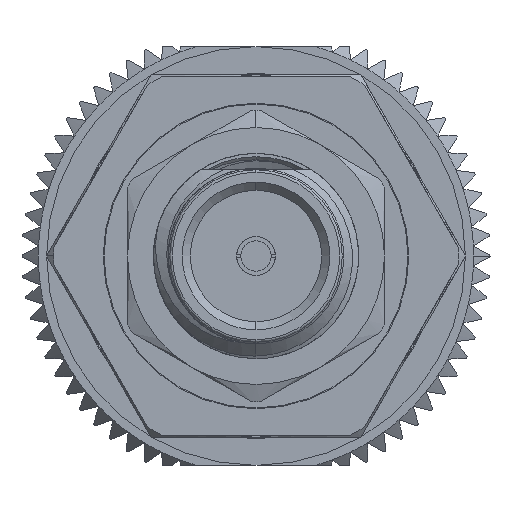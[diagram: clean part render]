
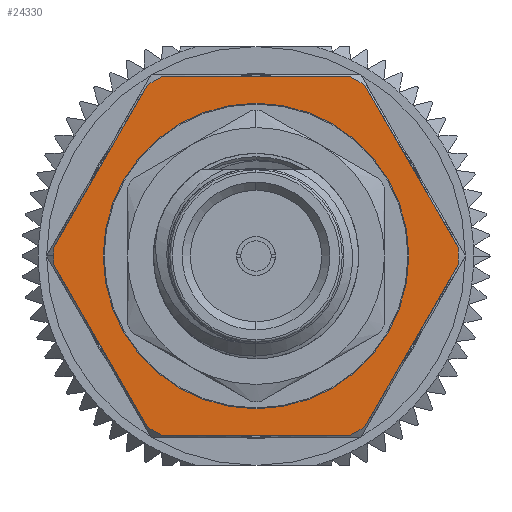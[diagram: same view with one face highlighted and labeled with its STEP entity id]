
A CAD part, left-side view. The second image highlights one B-rep face of the part: STEP entity #24330.
In plain terms, the highlighted face is planar.
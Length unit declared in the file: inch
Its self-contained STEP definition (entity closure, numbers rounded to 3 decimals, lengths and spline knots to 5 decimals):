
#177 = AXIS2_PLACEMENT_3D ( 'NONE', #16952, #25523, #25401 ) ;
#676 = CIRCLE ( 'NONE', #5416, 0.24665 ) ;
#874 = DIRECTION ( 'NONE',  ( -0.866, 0.5, 0. ) ) ;
#1669 = AXIS2_PLACEMENT_3D ( 'NONE', #34374, #8199, #28056 ) ;
#2308 = VERTEX_POINT ( 'NONE', #35387 ) ;
#2435 = EDGE_CURVE ( 'NONE', #21651, #13960, #8817, .T. ) ;
#2768 = CIRCLE ( 'NONE', #17395, 0.186 ) ;
#3053 = CARTESIAN_POINT ( 'NONE',  ( 0., -0.25259, 0. ) ) ;
#3179 = DIRECTION ( 'NONE',  ( 0.866, 0.5, 0. ) ) ;
#3184 = DIRECTION ( 'NONE',  ( 1., 0., 0. ) ) ;
#3625 = VERTEX_POINT ( 'NONE', #19851 ) ;
#3652 = DIRECTION ( 'NONE',  ( 1., 0., 0. ) ) ;
#3824 = LINE ( 'NONE', #7982, #23263 ) ;
#4298 = CARTESIAN_POINT ( 'NONE',  ( -0.20805, -0.13247, 0. ) ) ;
#4931 = CARTESIAN_POINT ( 'NONE',  ( 0., 0., 0. ) ) ;
#5373 = DIRECTION ( 'NONE',  ( 1., 0., 0. ) ) ;
#5416 = AXIS2_PLACEMENT_3D ( 'NONE', #21741, #19228, #30726 ) ;
#5792 = DIRECTION ( 'NONE',  ( 1., 0., 0. ) ) ;
#5835 = VECTOR ( 'NONE', #31986, 39.37008 ) ;
#6003 = CIRCLE ( 'NONE', #19113, 0.24665 ) ;
#6497 = EDGE_CURVE ( 'NONE', #34429, #3625, #2768, .T. ) ;
#7121 = LINE ( 'NONE', #32592, #32446 ) ;
#7460 = VERTEX_POINT ( 'NONE', #17816 ) ;
#7557 = CARTESIAN_POINT ( 'NONE',  ( 0.21875, 0.11394, 0. ) ) ;
#7560 = CARTESIAN_POINT ( 'NONE',  ( -0.0107, 0.24642, 0. ) ) ;
#7764 = VERTEX_POINT ( 'NONE', #7557 ) ;
#7901 = VERTEX_POINT ( 'NONE', #9187 ) ;
#7982 = CARTESIAN_POINT ( 'NONE',  ( -0.21875, 0.1263, 0. ) ) ;
#8079 = DIRECTION ( 'NONE',  ( 1., 0., 0. ) ) ;
#8086 = PLANE ( 'NONE',  #12301 ) ;
#8199 = DIRECTION ( 'NONE',  ( 0., 0., 1. ) ) ;
#8244 = ORIENTED_EDGE ( 'NONE', *, *, #8439, .T. ) ;
#8342 = CARTESIAN_POINT ( 'NONE',  ( 0., 0., 0. ) ) ;
#8384 = EDGE_CURVE ( 'NONE', #18114, #7764, #35185, .T. ) ;
#8439 = EDGE_CURVE ( 'NONE', #21365, #29424, #30671, .T. ) ;
#8567 = DIRECTION ( 'NONE',  ( 0., 0., 1. ) ) ;
#8817 = CIRCLE ( 'NONE', #9323, 0.24665 ) ;
#8961 = EDGE_CURVE ( 'NONE', #7460, #21651, #7121, .T. ) ;
#9172 = ORIENTED_EDGE ( 'NONE', *, *, #22244, .F. ) ;
#9187 = CARTESIAN_POINT ( 'NONE',  ( -0.21875, 0.11394, 0. ) ) ;
#9258 = EDGE_LOOP ( 'NONE', ( #21951, #31548, #18951, #35385, #19638, #13638, #32970, #8244, #36311, #35106, #13905, #15099 ) ) ;
#9323 = AXIS2_PLACEMENT_3D ( 'NONE', #27157, #20989, #3652 ) ;
#9619 = VECTOR ( 'NONE', #3179, 39.37008 ) ;
#10026 = DIRECTION ( 'NONE',  ( -0.866, -0.5, 0. ) ) ;
#11095 = FACE_BOUND ( 'NONE', #21448, .T. ) ;
#11362 = EDGE_CURVE ( 'NONE', #7901, #33083, #3824, .T. ) ;
#11812 = VECTOR ( 'NONE', #10026, 39.37008 ) ;
#12301 = AXIS2_PLACEMENT_3D ( 'NONE', #8342, #16954, #28316 ) ;
#12570 = CARTESIAN_POINT ( 'NONE',  ( -0.0107, -0.24642, 0. ) ) ;
#12840 = CIRCLE ( 'NONE', #1669, 0.24665 ) ;
#13382 = EDGE_CURVE ( 'NONE', #33083, #25760, #676, .T. ) ;
#13422 = DIRECTION ( 'NONE',  ( 0., 0., 1. ) ) ;
#13638 = ORIENTED_EDGE ( 'NONE', *, *, #13382, .T. ) ;
#13905 = ORIENTED_EDGE ( 'NONE', *, *, #8384, .T. ) ;
#13960 = VERTEX_POINT ( 'NONE', #7560 ) ;
#14111 = CARTESIAN_POINT ( 'NONE',  ( 0., 0., 0. ) ) ;
#14268 = FACE_OUTER_BOUND ( 'NONE', #9258, .T. ) ;
#14442 = CARTESIAN_POINT ( 'NONE',  ( -0.21875, -0.11394, 0. ) ) ;
#15099 = ORIENTED_EDGE ( 'NONE', *, *, #25031, .T. ) ;
#15195 = EDGE_CURVE ( 'NONE', #31234, #18114, #25442, .T. ) ;
#16586 = CARTESIAN_POINT ( 'NONE',  ( 0.21875, -0.11394, 0. ) ) ;
#16952 = CARTESIAN_POINT ( 'NONE',  ( 0., 0., 0. ) ) ;
#16954 = DIRECTION ( 'NONE',  ( 0., 0., 1. ) ) ;
#17395 = AXIS2_PLACEMENT_3D ( 'NONE', #35296, #26445, #3184 ) ;
#17816 = CARTESIAN_POINT ( 'NONE',  ( 0.20805, 0.13247, 0. ) ) ;
#18114 = VERTEX_POINT ( 'NONE', #16586 ) ;
#18951 = ORIENTED_EDGE ( 'NONE', *, *, #29695, .T. ) ;
#18968 = EDGE_CURVE ( 'NONE', #25760, #21365, #24363, .T. ) ;
#19113 = AXIS2_PLACEMENT_3D ( 'NONE', #4931, #13422, #8079 ) ;
#19228 = DIRECTION ( 'NONE',  ( 0., 0., 1. ) ) ;
#19259 = AXIS2_PLACEMENT_3D ( 'NONE', #14111, #22684, #5373 ) ;
#19638 = ORIENTED_EDGE ( 'NONE', *, *, #11362, .T. ) ;
#19851 = CARTESIAN_POINT ( 'NONE',  ( 0.186, 0., 0. ) ) ;
#20257 = CARTESIAN_POINT ( 'NONE',  ( 0.0107, -0.24642, 0. ) ) ;
#20989 = DIRECTION ( 'NONE',  ( 0., 0., 1. ) ) ;
#21365 = VERTEX_POINT ( 'NONE', #12570 ) ;
#21448 = EDGE_LOOP ( 'NONE', ( #9172, #32376 ) ) ;
#21651 = VERTEX_POINT ( 'NONE', #36441 ) ;
#21741 = CARTESIAN_POINT ( 'NONE',  ( 0., 0., 0. ) ) ;
#21951 = ORIENTED_EDGE ( 'NONE', *, *, #8961, .T. ) ;
#22077 = CARTESIAN_POINT ( 'NONE',  ( -0.186, 0., 0. ) ) ;
#22117 = CARTESIAN_POINT ( 'NONE',  ( 0.21875, -0.1263, 0. ) ) ;
#22244 = EDGE_CURVE ( 'NONE', #3625, #34429, #32451, .T. ) ;
#22684 = DIRECTION ( 'NONE',  ( 0., 0., 1. ) ) ;
#23263 = VECTOR ( 'NONE', #33526, 39.37008 ) ;
#24330 = ADVANCED_FACE ( 'NONE', ( #11095, #14268 ), #8086, .T. ) ;
#24363 = LINE ( 'NONE', #28961, #5835 ) ;
#24798 = VECTOR ( 'NONE', #30854, 39.37008 ) ;
#25031 = EDGE_CURVE ( 'NONE', #7764, #7460, #12840, .T. ) ;
#25401 = DIRECTION ( 'NONE',  ( 1., 0., 0. ) ) ;
#25442 = CIRCLE ( 'NONE', #19259, 0.24665 ) ;
#25523 = DIRECTION ( 'NONE',  ( 0., 0., 1. ) ) ;
#25760 = VERTEX_POINT ( 'NONE', #4298 ) ;
#25878 = EDGE_CURVE ( 'NONE', #2308, #7901, #6003, .T. ) ;
#26445 = DIRECTION ( 'NONE',  ( 0., 0., 1. ) ) ;
#27157 = CARTESIAN_POINT ( 'NONE',  ( 0., 0., 0. ) ) ;
#28056 = DIRECTION ( 'NONE',  ( 1., 0., 0. ) ) ;
#28316 = DIRECTION ( 'NONE',  ( 1., 0., 0. ) ) ;
#28818 = CARTESIAN_POINT ( 'NONE',  ( 0.20805, -0.13247, 0. ) ) ;
#28961 = CARTESIAN_POINT ( 'NONE',  ( -0.21875, -0.1263, 0. ) ) ;
#29424 = VERTEX_POINT ( 'NONE', #20257 ) ;
#29637 = EDGE_CURVE ( 'NONE', #29424, #31234, #37174, .T. ) ;
#29695 = EDGE_CURVE ( 'NONE', #13960, #2308, #33981, .T. ) ;
#30116 = CARTESIAN_POINT ( 'NONE',  ( 0., 0.25259, 0. ) ) ;
#30671 = CIRCLE ( 'NONE', #177, 0.24665 ) ;
#30726 = DIRECTION ( 'NONE',  ( 1., 0., 0. ) ) ;
#30854 = DIRECTION ( 'NONE',  ( 0., 1., 0. ) ) ;
#31234 = VERTEX_POINT ( 'NONE', #28818 ) ;
#31548 = ORIENTED_EDGE ( 'NONE', *, *, #2435, .T. ) ;
#31986 = DIRECTION ( 'NONE',  ( 0.866, -0.5, 0. ) ) ;
#32376 = ORIENTED_EDGE ( 'NONE', *, *, #6497, .F. ) ;
#32446 = VECTOR ( 'NONE', #874, 39.37008 ) ;
#32451 = CIRCLE ( 'NONE', #32971, 0.186 ) ;
#32592 = CARTESIAN_POINT ( 'NONE',  ( 0.21875, 0.1263, 0. ) ) ;
#32970 = ORIENTED_EDGE ( 'NONE', *, *, #18968, .T. ) ;
#32971 = AXIS2_PLACEMENT_3D ( 'NONE', #37381, #8567, #5792 ) ;
#33083 = VERTEX_POINT ( 'NONE', #14442 ) ;
#33526 = DIRECTION ( 'NONE',  ( 0., -1., 0. ) ) ;
#33981 = LINE ( 'NONE', #30116, #11812 ) ;
#34374 = CARTESIAN_POINT ( 'NONE',  ( 0., 0., 0. ) ) ;
#34429 = VERTEX_POINT ( 'NONE', #22077 ) ;
#35106 = ORIENTED_EDGE ( 'NONE', *, *, #15195, .T. ) ;
#35185 = LINE ( 'NONE', #22117, #24798 ) ;
#35296 = CARTESIAN_POINT ( 'NONE',  ( 0., 0., 0. ) ) ;
#35385 = ORIENTED_EDGE ( 'NONE', *, *, #25878, .T. ) ;
#35387 = CARTESIAN_POINT ( 'NONE',  ( -0.20805, 0.13247, 0. ) ) ;
#36311 = ORIENTED_EDGE ( 'NONE', *, *, #29637, .T. ) ;
#36441 = CARTESIAN_POINT ( 'NONE',  ( 0.0107, 0.24642, 0. ) ) ;
#37174 = LINE ( 'NONE', #3053, #9619 ) ;
#37381 = CARTESIAN_POINT ( 'NONE',  ( 0., 0., 0. ) ) ;
